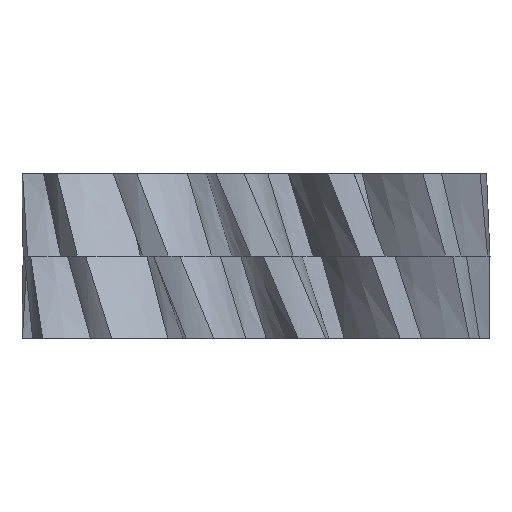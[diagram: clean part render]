
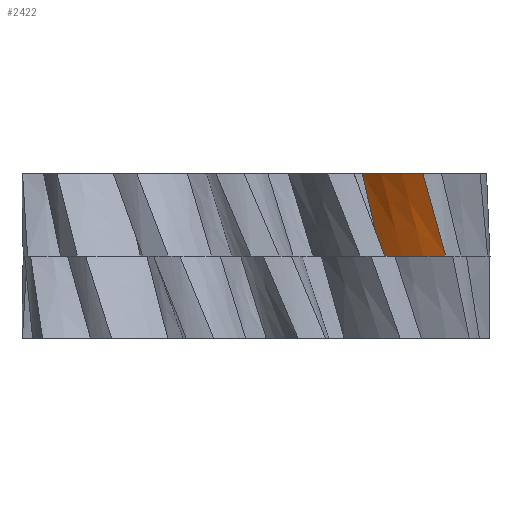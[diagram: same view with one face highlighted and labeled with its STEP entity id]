
A CAD part, front view. The second image highlights one B-rep face of the part: STEP entity #2422.
In plain terms, the highlighted free-form (B-spline) face has degree [3, 3] with [4, 4] control points.
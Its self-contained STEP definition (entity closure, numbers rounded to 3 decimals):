
#172=FACE_OUTER_BOUND('',#320,.T.);
#320=EDGE_LOOP('',(#1753,#1754,#1755,#1756));
#545=B_SPLINE_CURVE_WITH_KNOTS('',3,(#4185,#4186,#4187,#4188),
 .UNSPECIFIED.,.F.,.F.,(4,4),(0.,0.416),.UNSPECIFIED.);
#546=B_SPLINE_CURVE_WITH_KNOTS('',3,(#4190,#4191,#4192,#4193),
 .UNSPECIFIED.,.F.,.F.,(4,4),(0.,0.15),.UNSPECIFIED.);
#547=B_SPLINE_CURVE_WITH_KNOTS('',3,(#4195,#4196,#4197,#4198),
 .UNSPECIFIED.,.F.,.F.,(4,4),(-0.377,0.),.UNSPECIFIED.);
#548=B_SPLINE_CURVE_WITH_KNOTS('',3,(#4199,#4200,#4201,#4202),
 .UNSPECIFIED.,.F.,.F.,(4,4),(0.,0.15),.UNSPECIFIED.);
#873=VERTEX_POINT('',#4183);
#874=VERTEX_POINT('',#4184);
#875=VERTEX_POINT('',#4189);
#876=VERTEX_POINT('',#4194);
#1189=EDGE_CURVE('',#873,#874,#545,.T.);
#1190=EDGE_CURVE('',#875,#874,#546,.T.);
#1191=EDGE_CURVE('',#876,#875,#547,.T.);
#1192=EDGE_CURVE('',#876,#873,#548,.T.);
#1753=ORIENTED_EDGE('',*,*,#1189,.T.);
#1754=ORIENTED_EDGE('',*,*,#1190,.F.);
#1755=ORIENTED_EDGE('',*,*,#1191,.F.);
#1756=ORIENTED_EDGE('',*,*,#1192,.T.);
#2289=B_SPLINE_SURFACE_WITH_KNOTS('',3,3,((#4167,#4168,#4169,#4170),(#4171,
#4172,#4173,#4174),(#4175,#4176,#4177,#4178),(#4179,#4180,#4181,#4182)),
 .UNSPECIFIED.,.F.,.F.,.F.,(4,4),(4,4),(-0.377,0.),(0.,0.15),
 .UNSPECIFIED.);
#2422=ADVANCED_FACE('',(#172),#2289,.F.);
#4167=CARTESIAN_POINT('Ctrl Pts',(-7.32,7.32,10.));
#4168=CARTESIAN_POINT('Ctrl Pts',(-7.686,6.953,8.333));
#4169=CARTESIAN_POINT('Ctrl Pts',(-8.026,6.558,6.667));
#4170=CARTESIAN_POINT('Ctrl Pts',(-8.333,6.141,5.));
#4171=CARTESIAN_POINT('Ctrl Pts',(-8.502,8.039,10.));
#4172=CARTESIAN_POINT('Ctrl Pts',(-8.905,7.613,8.333));
#4173=CARTESIAN_POINT('Ctrl Pts',(-9.276,7.156,6.667));
#4174=CARTESIAN_POINT('Ctrl Pts',(-9.611,6.675,5.));
#4175=CARTESIAN_POINT('Ctrl Pts',(-9.822,8.532,10.));
#4176=CARTESIAN_POINT('Ctrl Pts',(-10.25,8.039,8.333));
#4177=CARTESIAN_POINT('Ctrl Pts',(-10.64,7.515,6.667));
#4178=CARTESIAN_POINT('Ctrl Pts',(-10.989,6.964,5.));
#4179=CARTESIAN_POINT('Ctrl Pts',(-11.187,8.764,10.));
#4180=CARTESIAN_POINT('Ctrl Pts',(-11.626,8.204,8.333));
#4181=CARTESIAN_POINT('Ctrl Pts',(-12.023,7.61,6.667));
#4182=CARTESIAN_POINT('Ctrl Pts',(-12.373,6.99,5.));
#4183=CARTESIAN_POINT('',(-8.333,6.141,5.));
#4184=CARTESIAN_POINT('',(-12.373,6.99,5.));
#4185=CARTESIAN_POINT('Ctrl Pts',(-8.333,6.141,5.));
#4186=CARTESIAN_POINT('Ctrl Pts',(-9.611,6.675,5.));
#4187=CARTESIAN_POINT('Ctrl Pts',(-10.989,6.964,5.));
#4188=CARTESIAN_POINT('Ctrl Pts',(-12.373,6.99,5.));
#4189=CARTESIAN_POINT('',(-11.187,8.764,10.));
#4190=CARTESIAN_POINT('Ctrl Pts',(-11.187,8.764,10.));
#4191=CARTESIAN_POINT('Ctrl Pts',(-11.626,8.204,8.333));
#4192=CARTESIAN_POINT('Ctrl Pts',(-12.023,7.61,6.667));
#4193=CARTESIAN_POINT('Ctrl Pts',(-12.373,6.99,5.));
#4194=CARTESIAN_POINT('',(-7.32,7.32,10.));
#4195=CARTESIAN_POINT('Ctrl Pts',(-7.32,7.32,10.));
#4196=CARTESIAN_POINT('Ctrl Pts',(-8.502,8.039,10.));
#4197=CARTESIAN_POINT('Ctrl Pts',(-9.822,8.532,10.));
#4198=CARTESIAN_POINT('Ctrl Pts',(-11.187,8.764,10.));
#4199=CARTESIAN_POINT('Ctrl Pts',(-7.32,7.32,10.));
#4200=CARTESIAN_POINT('Ctrl Pts',(-7.686,6.953,8.333));
#4201=CARTESIAN_POINT('Ctrl Pts',(-8.026,6.558,6.667));
#4202=CARTESIAN_POINT('Ctrl Pts',(-8.333,6.141,5.));
